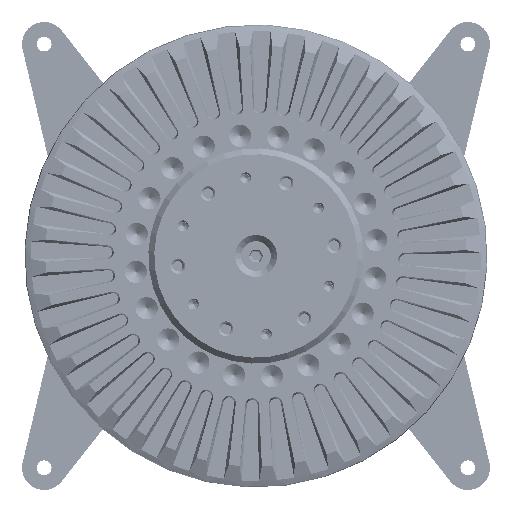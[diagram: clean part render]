
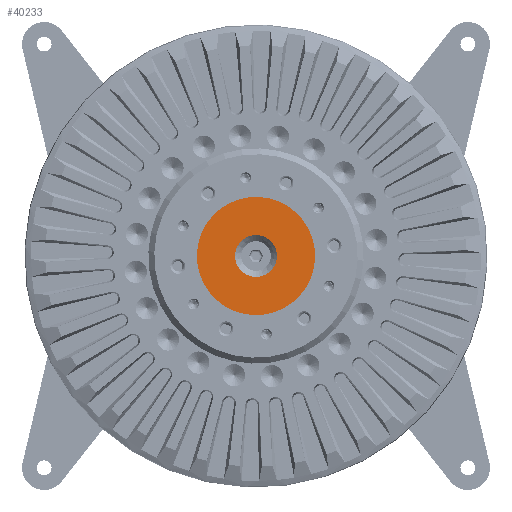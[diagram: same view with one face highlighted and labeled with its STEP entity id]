
A CAD part, left-side view. The second image highlights one B-rep face of the part: STEP entity #40233.
In plain terms, the highlighted planar face has unit normal (-1, 0, 0).
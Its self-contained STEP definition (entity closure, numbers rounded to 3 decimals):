
#546 = CARTESIAN_POINT ( 'NONE',  ( -9., 0., 8.5 ) ) ;
#6409 = CARTESIAN_POINT ( 'NONE',  ( -9., 6.007, 2.482 ) ) ;
#7844 = CIRCLE ( 'NONE', #54137, 24. ) ;
#10394 = EDGE_LOOP ( 'NONE', ( #98040, #31420 ) ) ;
#14061 = CARTESIAN_POINT ( 'NONE',  ( -9., 0., 0. ) ) ;
#14259 = CARTESIAN_POINT ( 'NONE',  ( -9., 3.154, 23.792 ) ) ;
#17647 = CARTESIAN_POINT ( 'NONE',  ( -9., 0., 0. ) ) ;
#24704 = DIRECTION ( 'NONE',  ( 1., 0., 0. ) ) ;
#25348 = DIRECTION ( 'NONE',  ( -1., 0., 0. ) ) ;
#27348 = CIRCLE ( 'NONE', #93809, 8.5 ) ;
#29576 = EDGE_CURVE ( 'NONE', #30241, #92600, #7844, .T. ) ;
#30241 = VERTEX_POINT ( 'NONE', #42518 ) ;
#31420 = ORIENTED_EDGE ( 'NONE', *, *, #38987, .T. ) ;
#33683 = CARTESIAN_POINT ( 'NONE',  ( -9., 0., 0. ) ) ;
#33855 = PLANE ( 'NONE',  #83759 ) ;
#38074 = CIRCLE ( 'NONE', #72394, 24. ) ;
#38987 = EDGE_CURVE ( 'NONE', #57185, #114998, #113579, .T. ) ;
#40233 = ADVANCED_FACE ( 'NONE', ( #67878, #69350 ), #33855, .F. ) ;
#41505 = DIRECTION ( 'NONE',  ( 0., 0.131, 0.991 ) ) ;
#42518 = CARTESIAN_POINT ( 'NONE',  ( -9., -3.154, -23.792 ) ) ;
#43924 = DIRECTION ( 'NONE',  ( 1., 0., 0. ) ) ;
#51151 = DIRECTION ( 'NONE',  ( 1., 0., 0. ) ) ;
#52241 = EDGE_CURVE ( 'NONE', #92600, #30241, #38074, .T. ) ;
#52656 = DIRECTION ( 'NONE',  ( 0., 0., -1. ) ) ;
#54137 = AXIS2_PLACEMENT_3D ( 'NONE', #14061, #77611, #41505 ) ;
#57185 = VERTEX_POINT ( 'NONE', #78827 ) ;
#64220 = EDGE_CURVE ( 'NONE', #114998, #57185, #27348, .T. ) ;
#67878 = FACE_BOUND ( 'NONE', #10394, .T. ) ;
#69350 = FACE_OUTER_BOUND ( 'NONE', #114468, .T. ) ;
#71389 = CARTESIAN_POINT ( 'NONE',  ( -9., 0., 0. ) ) ;
#72394 = AXIS2_PLACEMENT_3D ( 'NONE', #71389, #25348, #88856 ) ;
#77611 = DIRECTION ( 'NONE',  ( -1., 0., 0. ) ) ;
#78741 = DIRECTION ( 'NONE',  ( 0., 0.924, 0.382 ) ) ;
#78827 = CARTESIAN_POINT ( 'NONE',  ( -9., 0., -8.5 ) ) ;
#83759 = AXIS2_PLACEMENT_3D ( 'NONE', #6409, #24704, #78741 ) ;
#87214 = ORIENTED_EDGE ( 'NONE', *, *, #52241, .T. ) ;
#87369 = AXIS2_PLACEMENT_3D ( 'NONE', #17647, #43924, #52656 ) ;
#88856 = DIRECTION ( 'NONE',  ( 0., 0.131, 0.991 ) ) ;
#92600 = VERTEX_POINT ( 'NONE', #14259 ) ;
#93809 = AXIS2_PLACEMENT_3D ( 'NONE', #33683, #51151, #97163 ) ;
#97163 = DIRECTION ( 'NONE',  ( 0., 0., -1. ) ) ;
#98040 = ORIENTED_EDGE ( 'NONE', *, *, #64220, .T. ) ;
#102219 = ORIENTED_EDGE ( 'NONE', *, *, #29576, .T. ) ;
#113579 = CIRCLE ( 'NONE', #87369, 8.5 ) ;
#114468 = EDGE_LOOP ( 'NONE', ( #87214, #102219 ) ) ;
#114998 = VERTEX_POINT ( 'NONE', #546 ) ;
